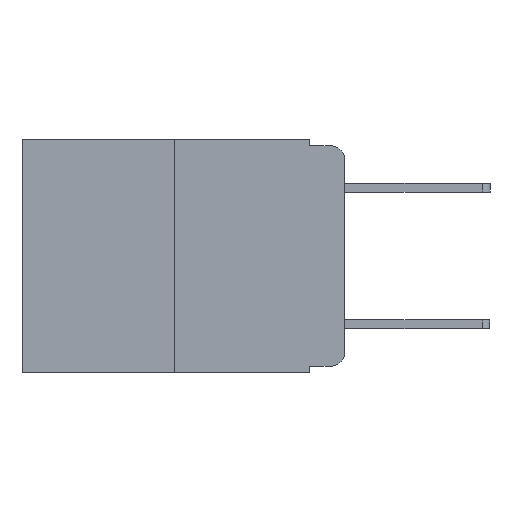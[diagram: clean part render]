
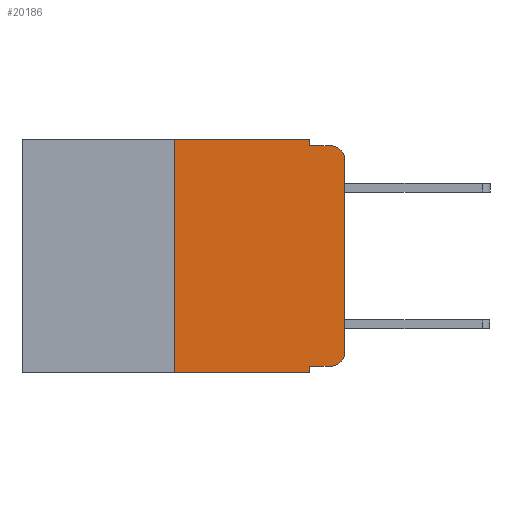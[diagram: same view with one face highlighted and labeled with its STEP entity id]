
A CAD part, left-side view. The second image highlights one B-rep face of the part: STEP entity #20186.
In plain terms, the highlighted planar face has unit normal (-1, 0, 0).
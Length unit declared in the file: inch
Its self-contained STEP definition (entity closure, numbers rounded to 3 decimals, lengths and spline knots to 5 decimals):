
#639 = VECTOR ( 'NONE', #15430, 39.37008 ) ;
#987 = FACE_OUTER_BOUND ( 'NONE', #22333, .T. ) ;
#1011 = DIRECTION ( 'NONE',  ( -1., 0., 0. ) ) ;
#2122 = VERTEX_POINT ( 'NONE', #21756 ) ;
#2159 = ORIENTED_EDGE ( 'NONE', *, *, #4886, .F. ) ;
#2173 = LINE ( 'NONE', #8750, #22702 ) ;
#2297 = ORIENTED_EDGE ( 'NONE', *, *, #7170, .T. ) ;
#2446 = CARTESIAN_POINT ( 'NONE',  ( 0., 0.02, -0.03 ) ) ;
#3374 = CARTESIAN_POINT ( 'NONE',  ( 0., 0., 0. ) ) ;
#3489 = EDGE_CURVE ( 'NONE', #11509, #16374, #4897, .T. ) ;
#3497 = ORIENTED_EDGE ( 'NONE', *, *, #23336, .F. ) ;
#3840 = LINE ( 'NONE', #3374, #13498 ) ;
#4461 = DIRECTION ( 'NONE',  ( 0., 0., -1. ) ) ;
#4464 = VECTOR ( 'NONE', #7620, 39.37008 ) ;
#4886 = EDGE_CURVE ( 'NONE', #24328, #12765, #23138, .T. ) ;
#4897 = LINE ( 'NONE', #23564, #15107 ) ;
#5010 = CARTESIAN_POINT ( 'NONE',  ( 0., 0.051, -0.333 ) ) ;
#5288 = CARTESIAN_POINT ( 'NONE',  ( 0., 0.02, -0.333 ) ) ;
#5637 = CARTESIAN_POINT ( 'NONE',  ( 0., 0.051, 0. ) ) ;
#6432 = ORIENTED_EDGE ( 'NONE', *, *, #24920, .F. ) ;
#6492 = AXIS2_PLACEMENT_3D ( 'NONE', #12789, #1011, #14690 ) ;
#6600 = CARTESIAN_POINT ( 'NONE',  ( 0., 0.25, -0.343 ) ) ;
#6672 = CARTESIAN_POINT ( 'NONE',  ( 0., 0., -0.03 ) ) ;
#6774 = EDGE_CURVE ( 'NONE', #2122, #10856, #3840, .T. ) ;
#6791 = ORIENTED_EDGE ( 'NONE', *, *, #20447, .T. ) ;
#6940 = LINE ( 'NONE', #5637, #4464 ) ;
#6973 = VERTEX_POINT ( 'NONE', #21210 ) ;
#7012 = DIRECTION ( 'NONE',  ( 0., 0., -1. ) ) ;
#7170 = EDGE_CURVE ( 'NONE', #11509, #9418, #10245, .T. ) ;
#7620 = DIRECTION ( 'NONE',  ( 0., 0., -1. ) ) ;
#8065 = CIRCLE ( 'NONE', #6492, 0.02 ) ;
#8217 = AXIS2_PLACEMENT_3D ( 'NONE', #24084, #18480, #7012 ) ;
#8750 = CARTESIAN_POINT ( 'NONE',  ( 0., 0.051, -0.01 ) ) ;
#9146 = ORIENTED_EDGE ( 'NONE', *, *, #17717, .T. ) ;
#9418 = VERTEX_POINT ( 'NONE', #5288 ) ;
#10245 = LINE ( 'NONE', #5010, #19796 ) ;
#10280 = DIRECTION ( 'NONE',  ( 0., 0., -1. ) ) ;
#10765 = CARTESIAN_POINT ( 'NONE',  ( 0., 0.473, 0. ) ) ;
#10856 = VERTEX_POINT ( 'NONE', #6672 ) ;
#11084 = ORIENTED_EDGE ( 'NONE', *, *, #6774, .T. ) ;
#11252 = VERTEX_POINT ( 'NONE', #19505 ) ;
#11509 = VERTEX_POINT ( 'NONE', #24000 ) ;
#12627 = VECTOR ( 'NONE', #24035, 39.37008 ) ;
#12668 = DIRECTION ( 'NONE',  ( 0., -1., 0. ) ) ;
#12765 = VERTEX_POINT ( 'NONE', #21259 ) ;
#12789 = CARTESIAN_POINT ( 'NONE',  ( 0., 0.02, -0.313 ) ) ;
#13208 = LINE ( 'NONE', #10765, #12627 ) ;
#13498 = VECTOR ( 'NONE', #20707, 39.37008 ) ;
#13503 = CARTESIAN_POINT ( 'NONE',  ( 0., 0.473, -0.343 ) ) ;
#14690 = DIRECTION ( 'NONE',  ( 0., 0., -1. ) ) ;
#15107 = VECTOR ( 'NONE', #10280, 39.37008 ) ;
#15430 = DIRECTION ( 'NONE',  ( 0., -1., 0. ) ) ;
#15992 = DIRECTION ( 'NONE',  ( -1., 0., 0. ) ) ;
#16246 = LINE ( 'NONE', #13503, #639 ) ;
#16374 = VERTEX_POINT ( 'NONE', #24324 ) ;
#16422 = ORIENTED_EDGE ( 'NONE', *, *, #22606, .F. ) ;
#16533 = PLANE ( 'NONE',  #8217 ) ;
#16579 = ORIENTED_EDGE ( 'NONE', *, *, #3489, .F. ) ;
#17717 = EDGE_CURVE ( 'NONE', #9418, #2122, #8065, .T. ) ;
#18089 = VECTOR ( 'NONE', #18473, 39.37008 ) ;
#18466 = CIRCLE ( 'NONE', #21766, 0.02 ) ;
#18473 = DIRECTION ( 'NONE',  ( 0., 0., 1. ) ) ;
#18480 = DIRECTION ( 'NONE',  ( 1., 0., 0. ) ) ;
#18563 = CARTESIAN_POINT ( 'NONE',  ( 0., 0.02, -0.01 ) ) ;
#18823 = EDGE_CURVE ( 'NONE', #10856, #22120, #18466, .T. ) ;
#19505 = CARTESIAN_POINT ( 'NONE',  ( 0., 0.051, 0. ) ) ;
#19796 = VECTOR ( 'NONE', #12668, 39.37008 ) ;
#20186 = ADVANCED_FACE ( 'NONE', ( #987 ), #16533, .F. ) ;
#20447 = EDGE_CURVE ( 'NONE', #24328, #16374, #16246, .T. ) ;
#20707 = DIRECTION ( 'NONE',  ( 0., 0., 1. ) ) ;
#21173 = ORIENTED_EDGE ( 'NONE', *, *, #18823, .T. ) ;
#21210 = CARTESIAN_POINT ( 'NONE',  ( 0., 0.051, -0.01 ) ) ;
#21259 = CARTESIAN_POINT ( 'NONE',  ( 0., 0.25, 0. ) ) ;
#21756 = CARTESIAN_POINT ( 'NONE',  ( 0., 0., -0.313 ) ) ;
#21766 = AXIS2_PLACEMENT_3D ( 'NONE', #2446, #15992, #4461 ) ;
#22075 = DIRECTION ( 'NONE',  ( 0., -1., 0. ) ) ;
#22120 = VERTEX_POINT ( 'NONE', #18563 ) ;
#22333 = EDGE_LOOP ( 'NONE', ( #11084, #21173, #6432, #3497, #16422, #2159, #6791, #16579, #2297, #9146 ) ) ;
#22606 = EDGE_CURVE ( 'NONE', #12765, #11252, #13208, .T. ) ;
#22702 = VECTOR ( 'NONE', #22075, 39.37008 ) ;
#23138 = LINE ( 'NONE', #24072, #18089 ) ;
#23336 = EDGE_CURVE ( 'NONE', #11252, #6973, #6940, .T. ) ;
#23564 = CARTESIAN_POINT ( 'NONE',  ( 0., 0.051, 0. ) ) ;
#24000 = CARTESIAN_POINT ( 'NONE',  ( 0., 0.051, -0.333 ) ) ;
#24035 = DIRECTION ( 'NONE',  ( 0., -1., 0. ) ) ;
#24072 = CARTESIAN_POINT ( 'NONE',  ( 0., 0.25, 0. ) ) ;
#24084 = CARTESIAN_POINT ( 'NONE',  ( 0., 0.473, 0. ) ) ;
#24324 = CARTESIAN_POINT ( 'NONE',  ( 0., 0.051, -0.343 ) ) ;
#24328 = VERTEX_POINT ( 'NONE', #6600 ) ;
#24920 = EDGE_CURVE ( 'NONE', #6973, #22120, #2173, .T. ) ;
